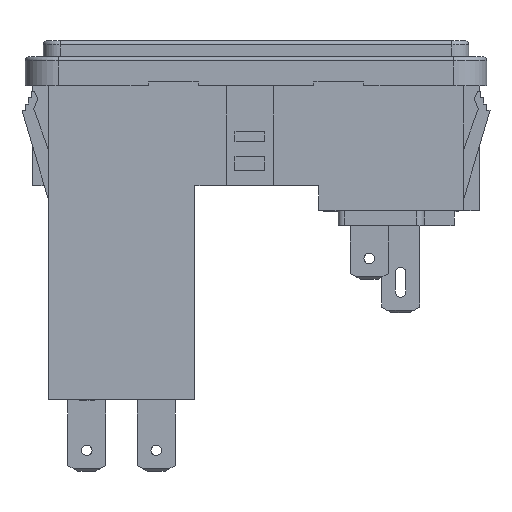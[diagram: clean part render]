
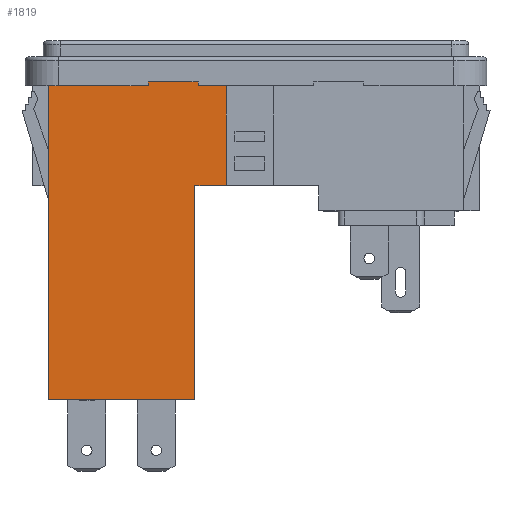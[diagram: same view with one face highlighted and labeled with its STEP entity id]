
A CAD part, left-side view. The second image highlights one B-rep face of the part: STEP entity #1819.
In plain terms, the highlighted planar face has unit normal (-1, 0, 0).
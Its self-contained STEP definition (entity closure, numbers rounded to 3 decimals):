
#39 = VERTEX_POINT ( 'NONE', #7598 ) ;
#43 = EDGE_CURVE ( 'NONE', #39, #45, #7596, .T. ) ;
#45 = VERTEX_POINT ( 'NONE', #7588 ) ;
#550 = DIRECTION ( 'NONE',  ( 0., 0., 1. ) ) ;
#551 = VECTOR ( 'NONE', #550, 1000. ) ;
#552 = CARTESIAN_POINT ( 'NONE',  ( -13., 26.416, -45.669 ) ) ;
#553 = LINE ( 'NONE', #552, #551 ) ;
#1140 = VERTEX_POINT ( 'NONE', #7751 ) ;
#1171 = EDGE_CURVE ( 'NONE', #1172, #1140, #7822, .T. ) ;
#1172 = VERTEX_POINT ( 'NONE', #7818 ) ;
#1819 = ADVANCED_FACE ( 'NONE', ( #8941 ), #8940, .F. ) ;
#1820 = EDGE_LOOP ( 'NONE', ( #1821, #1822, #1824, #1825, #1888, #1890, #1892, #1893, #1894, #1895 ) ) ;
#1821 = ORIENTED_EDGE ( 'NONE', *, *, #7281, .F. ) ;
#1822 = ORIENTED_EDGE ( 'NONE', *, *, #1823, .F. ) ;
#1823 = EDGE_CURVE ( 'NONE', #39, #7279, #8935, .T. ) ;
#1824 = ORIENTED_EDGE ( 'NONE', *, *, #43, .T. ) ;
#1825 = ORIENTED_EDGE ( 'NONE', *, *, #1826, .F. ) ;
#1826 = EDGE_CURVE ( 'NONE', #1827, #45, #8931, .T. ) ;
#1827 = VERTEX_POINT ( 'NONE', #8927 ) ;
#1828 = VERTEX_POINT ( 'NONE', #8926 ) ;
#1888 = ORIENTED_EDGE ( 'NONE', *, *, #1889, .F. ) ;
#1889 = EDGE_CURVE ( 'NONE', #1828, #1827, #9042, .T. ) ;
#1890 = ORIENTED_EDGE ( 'NONE', *, *, #1891, .T. ) ;
#1891 = EDGE_CURVE ( 'NONE', #1828, #1172, #9038, .T. ) ;
#1892 = ORIENTED_EDGE ( 'NONE', *, *, #1171, .T. ) ;
#1893 = ORIENTED_EDGE ( 'NONE', *, *, #12621, .F. ) ;
#1894 = ORIENTED_EDGE ( 'NONE', *, *, #6892, .F. ) ;
#1895 = ORIENTED_EDGE ( 'NONE', *, *, #1896, .F. ) ;
#1896 = EDGE_CURVE ( 'NONE', #7282, #6973, #9034, .T. ) ;
#6892 = EDGE_CURVE ( 'NONE', #6973, #6933, #18963, .T. ) ;
#6933 = VERTEX_POINT ( 'NONE', #19079 ) ;
#6973 = VERTEX_POINT ( 'NONE', #19232 ) ;
#7279 = VERTEX_POINT ( 'NONE', #20064 ) ;
#7281 = EDGE_CURVE ( 'NONE', #7279, #7282, #20063, .T. ) ;
#7282 = VERTEX_POINT ( 'NONE', #20059 ) ;
#7588 = CARTESIAN_POINT ( 'NONE',  ( -13., 7.364, -5.715 ) ) ;
#7593 = DIRECTION ( 'NONE',  ( 0., 1., 0. ) ) ;
#7594 = VECTOR ( 'NONE', #7593, 1000. ) ;
#7595 = CARTESIAN_POINT ( 'NONE',  ( -13., -26.416, -5.715 ) ) ;
#7596 = LINE ( 'NONE', #7595, #7594 ) ;
#7598 = CARTESIAN_POINT ( 'NONE',  ( -13., 3.766, -5.715 ) ) ;
#7751 = CARTESIAN_POINT ( 'NONE',  ( -13., 26.416, -5.715 ) ) ;
#7818 = CARTESIAN_POINT ( 'NONE',  ( -13., 13.714, -5.715 ) ) ;
#7819 = DIRECTION ( 'NONE',  ( 0., 1., 0. ) ) ;
#7820 = VECTOR ( 'NONE', #7819, 1000. ) ;
#7821 = CARTESIAN_POINT ( 'NONE',  ( -13., -26.416, -5.715 ) ) ;
#7822 = LINE ( 'NONE', #7821, #7820 ) ;
#8926 = CARTESIAN_POINT ( 'NONE',  ( -13., 13.714, -5.207 ) ) ;
#8927 = CARTESIAN_POINT ( 'NONE',  ( -13., 7.364, -5.207 ) ) ;
#8928 = DIRECTION ( 'NONE',  ( 0., 0., -1. ) ) ;
#8929 = VECTOR ( 'NONE', #8928, 1000. ) ;
#8930 = CARTESIAN_POINT ( 'NONE',  ( -13., 7.364, -5.207 ) ) ;
#8931 = LINE ( 'NONE', #8930, #8929 ) ;
#8932 = DIRECTION ( 'NONE',  ( 0., 0., -1. ) ) ;
#8933 = VECTOR ( 'NONE', #8932, 1000. ) ;
#8934 = CARTESIAN_POINT ( 'NONE',  ( -13., 3.766, 1.405 ) ) ;
#8935 = LINE ( 'NONE', #8934, #8933 ) ;
#8936 = DIRECTION ( 'NONE',  ( 0., 0., -1. ) ) ;
#8937 = DIRECTION ( 'NONE',  ( 1., 0., 0. ) ) ;
#8938 = CARTESIAN_POINT ( 'NONE',  ( -13., -26.416, -45.669 ) ) ;
#8939 = AXIS2_PLACEMENT_3D ( 'NONE', #8938, #8937, #8936 ) ;
#8940 = PLANE ( 'NONE',  #8939 ) ;
#8941 = FACE_OUTER_BOUND ( 'NONE', #1820, .T. ) ;
#9031 = DIRECTION ( 'NONE',  ( 0., 0., -1. ) ) ;
#9032 = VECTOR ( 'NONE', #9031, 1000. ) ;
#9033 = CARTESIAN_POINT ( 'NONE',  ( -13., 7.766, -45.669 ) ) ;
#9034 = LINE ( 'NONE', #9033, #9032 ) ;
#9035 = DIRECTION ( 'NONE',  ( 0., 0., -1. ) ) ;
#9036 = VECTOR ( 'NONE', #9035, 1000. ) ;
#9037 = CARTESIAN_POINT ( 'NONE',  ( -13., 13.714, -5.207 ) ) ;
#9038 = LINE ( 'NONE', #9037, #9036 ) ;
#9039 = DIRECTION ( 'NONE',  ( 0., -1., 0. ) ) ;
#9040 = VECTOR ( 'NONE', #9039, 1000. ) ;
#9041 = CARTESIAN_POINT ( 'NONE',  ( -13., 13.714, -5.207 ) ) ;
#9042 = LINE ( 'NONE', #9041, #9040 ) ;
#12621 = EDGE_CURVE ( 'NONE', #6933, #1140, #553, .T. ) ;
#18960 = DIRECTION ( 'NONE',  ( 0., 1., 0. ) ) ;
#18961 = VECTOR ( 'NONE', #18960, 1000. ) ;
#18962 = CARTESIAN_POINT ( 'NONE',  ( -13., -26.416, -45.669 ) ) ;
#18963 = LINE ( 'NONE', #18962, #18961 ) ;
#19079 = CARTESIAN_POINT ( 'NONE',  ( -13., 26.416, -45.669 ) ) ;
#19232 = CARTESIAN_POINT ( 'NONE',  ( -13., 7.766, -45.669 ) ) ;
#20059 = CARTESIAN_POINT ( 'NONE',  ( -13., 7.766, -18.415 ) ) ;
#20060 = DIRECTION ( 'NONE',  ( 0., 1., 0. ) ) ;
#20061 = VECTOR ( 'NONE', #20060, 1000. ) ;
#20062 = CARTESIAN_POINT ( 'NONE',  ( -13., 7.766, -18.415 ) ) ;
#20063 = LINE ( 'NONE', #20062, #20061 ) ;
#20064 = CARTESIAN_POINT ( 'NONE',  ( -13., 3.766, -18.415 ) ) ;
